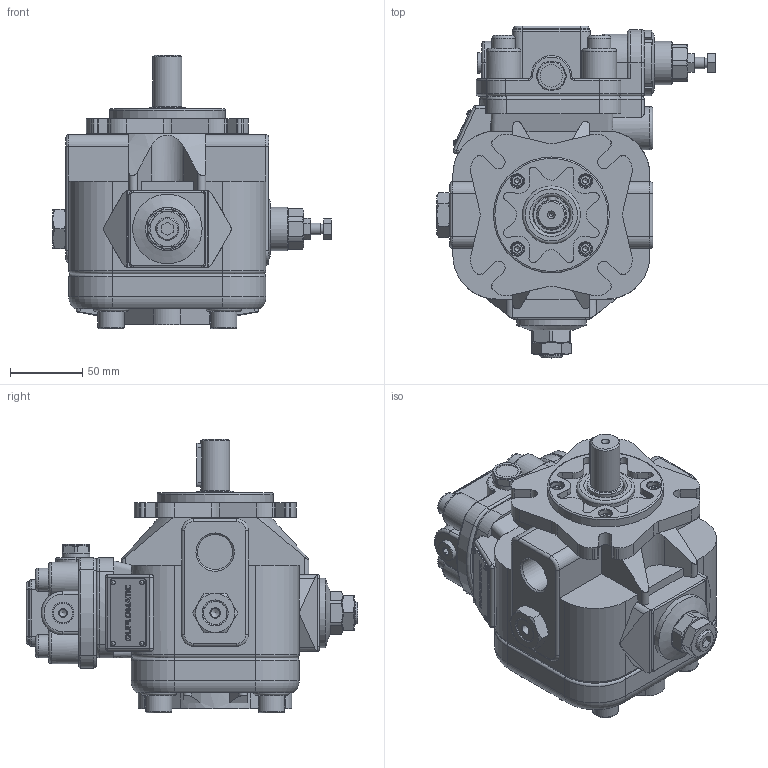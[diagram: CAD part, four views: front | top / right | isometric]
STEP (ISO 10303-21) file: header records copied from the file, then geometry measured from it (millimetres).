
FILE_DESCRIPTION( ( 'STEP AP214' ), '1' );
FILE_NAME( 'RV1P-016PC-R55B_10N.stp', '2021-02-04T11:46:27', ( 'License CC BY-ND 4.0' ), ( 'CADENAS' ), ' ', 'PARTsolutions', ' ' );
FILE_SCHEMA( ( 'AUTOMOTIVE_DESIGN { 1 0 10303 214 1 1 1 1 }' ) );
Length unit declared in the file: millimetre
Products named in the file (3): RV1P-016PC-R55B/10N; _01 PHP 05 16 FHRM-1; _plate_rv1d
Assembly tree (2 placements, depth 2):
  RV1P-016PC-R55B/10N
    _01 PHP 05 16 FHRM-1
    _plate_rv1d
Bounding box: 192 x 229.1 x 189 mm (x, y, z)
Volume: 2382523.2 mm3; surface area: 169900.8 mm2
Topology: 2 solids, 2 shells, 1158 faces, 2991 edges, 1897 vertices
Faces by surface type: plane 677, cylinder 255, cone 127, torus 83, bspline 8, sphere 8
Full cylindrical faces by diameter (mm): 2.5 x1, 3.22 x4, 3.6 x4, 5 x1, 6 x1, 6.5 x1, 6.93 x1, 8 x1, 8.5 x4, 9 x4, 10 x4, 14 x1, 14.95 x1, 15 x1, 15.5 x1, 16 x1, 16.38 x1, 18 x4, 19 x2, 20 x2, 24.117 x1, 25 x1, 26 x1, 30 x2, 30.291 x1, 40 x1, 48 x1, 80 x1
Entity records: 45279 total; most frequent: CARTESIAN_POINT 8378, ORIENTED_EDGE 5674, DIRECTION 5632, EDGE_CURVE 2837, AXIS2_PLACEMENT_3D 1920, VERTEX_POINT 1877, LINE 1792, VECTOR 1792
